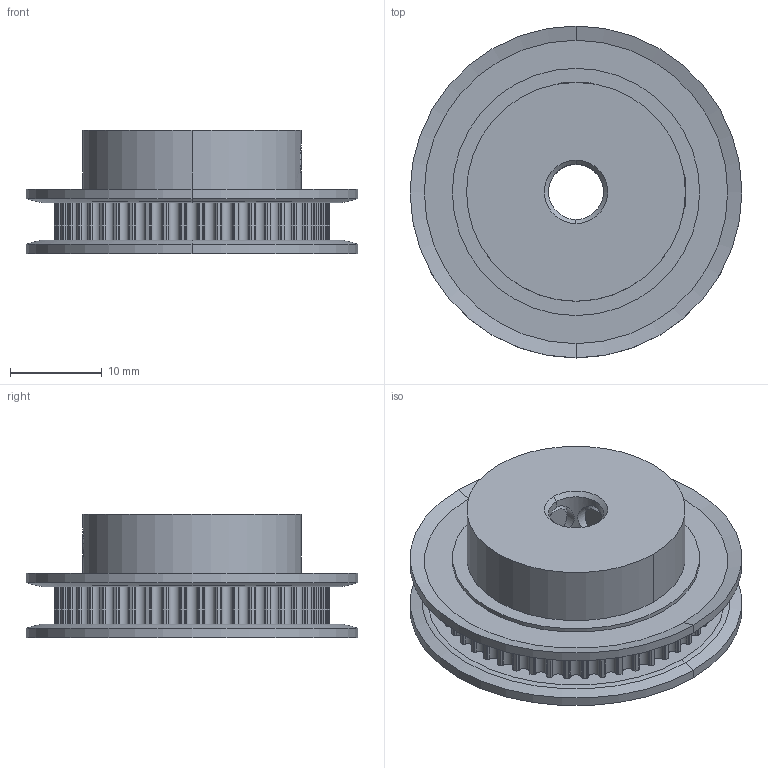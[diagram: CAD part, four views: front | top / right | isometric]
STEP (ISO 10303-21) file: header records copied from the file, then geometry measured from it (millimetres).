
FILE_DESCRIPTION((''),'2;1');
FILE_NAME('40469','2014-12-01T',('carefree'),(''),'PRO/ENGINEER BY PARAMETRIC TECHNOLOGY CORPORATION, 2005030','PRO/ENGINEER BY PARAMETRIC TECHNOLOGY CORPORATION, 2005030','');
FILE_SCHEMA(('CONFIG_CONTROL_DESIGN'));
Length unit declared in the file: millimetre
Products named in the file (1): 40469
Bounding box: 36.1 x 36.1 x 13.4 mm (x, y, z)
Volume: 7755.1 mm3; surface area: 4358.3 mm2
Topology: 1 solids, 1 shells, 357 faces, 1022 edges, 676 vertices
Faces by surface type: cylinder 308, plane 25, cone 20, torus 4
Entity records: 12456 total; most frequent: CARTESIAN_POINT 2451, DIRECTION 2374, ORIENTED_EDGE 2044, EDGE_CURVE 1022, AXIS2_PLACEMENT_3D 1003, VERTEX_POINT 676, CIRCLE 646, VECTOR 368
